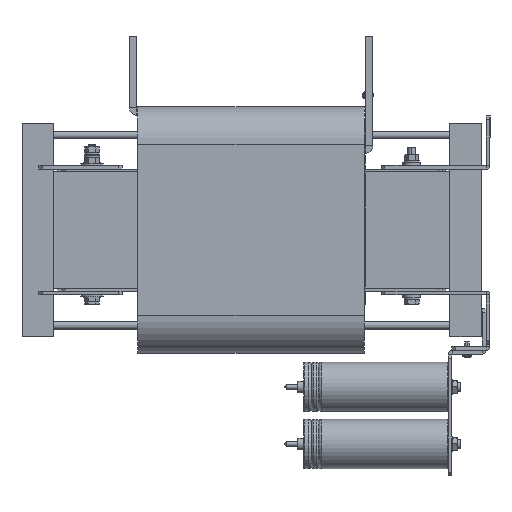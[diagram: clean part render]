
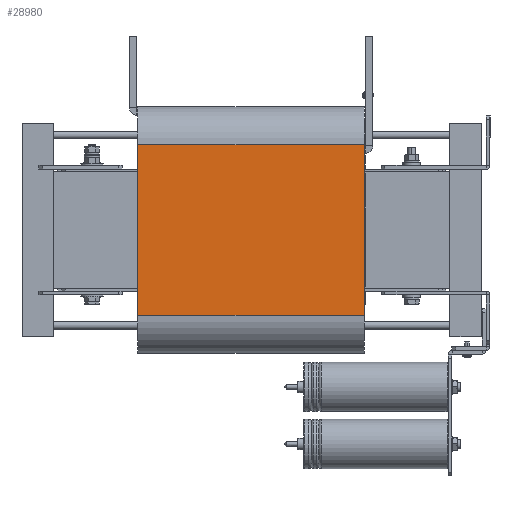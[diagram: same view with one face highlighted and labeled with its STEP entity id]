
A CAD part, left-side view. The second image highlights one B-rep face of the part: STEP entity #28980.
In plain terms, the highlighted planar face has unit normal (-1, 0, 0).
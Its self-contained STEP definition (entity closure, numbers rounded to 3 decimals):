
#169 = LINE ( 'NONE', #31135, #171 ) ;
#171 = VECTOR ( 'NONE', #31136, 1000. ) ;
#1145 = FACE_OUTER_BOUND ( 'NONE', #22469, .T. ) ;
#2081 = VERTEX_POINT ( 'NONE', #27156 ) ;
#2098 = VERTEX_POINT ( 'NONE', #27154 ) ;
#3329 = LINE ( 'NONE', #30924, #3331 ) ;
#3331 = VECTOR ( 'NONE', #30925, 1000. ) ;
#5551 = ORIENTED_EDGE ( 'NONE', *, *, #16707, .T. ) ;
#5590 = ORIENTED_EDGE ( 'NONE', *, *, #25242, .T. ) ;
#5757 = ORIENTED_EDGE ( 'NONE', *, *, #16708, .T. ) ;
#5795 = ORIENTED_EDGE ( 'NONE', *, *, #25149, .F. ) ;
#7560 = AXIS2_PLACEMENT_3D ( 'NONE', #8052, #8057, #8058 ) ;
#8051 = PLANE ( 'NONE',  #7560 ) ;
#8052 = CARTESIAN_POINT ( 'NONE',  ( -96.25, 298., -162. ) ) ;
#8057 = DIRECTION ( 'NONE',  ( 1., 0., 0. ) ) ;
#8058 = DIRECTION ( 'NONE',  ( 0., 0., -1. ) ) ;
#8926 = VERTEX_POINT ( 'NONE', #34471 ) ;
#9373 = VERTEX_POINT ( 'NONE', #34373 ) ;
#16707 = EDGE_CURVE ( 'NONE', #2098, #2081, #30266, .T. ) ;
#16708 = EDGE_CURVE ( 'NONE', #9373, #8926, #30320, .T. ) ;
#19462 = DIRECTION ( 'NONE',  ( 0., 1., 0. ) ) ;
#19480 = DIRECTION ( 'NONE',  ( 0., -1., 0. ) ) ;
#19537 = CARTESIAN_POINT ( 'NONE',  ( -96.25, 298., -112. ) ) ;
#19555 = CARTESIAN_POINT ( 'NONE',  ( -96.25, 298., 112. ) ) ;
#22469 = EDGE_LOOP ( 'NONE', ( #5795, #5757, #5590, #5551 ) ) ;
#25149 = EDGE_CURVE ( 'NONE', #9373, #2081, #3329, .T. ) ;
#25242 = EDGE_CURVE ( 'NONE', #8926, #2098, #169, .T. ) ;
#27154 = CARTESIAN_POINT ( 'NONE',  ( -96.25, 0., 112. ) ) ;
#27156 = CARTESIAN_POINT ( 'NONE',  ( -96.25, 298., 112. ) ) ;
#28980 = ADVANCED_FACE ( 'NONE', ( #1145 ), #8051, .F. ) ;
#30266 = LINE ( 'NONE', #19555, #30288 ) ;
#30288 = VECTOR ( 'NONE', #19462, 1000. ) ;
#30320 = LINE ( 'NONE', #19537, #30334 ) ;
#30334 = VECTOR ( 'NONE', #19480, 1000. ) ;
#30924 = CARTESIAN_POINT ( 'NONE',  ( -96.25, 298., -162. ) ) ;
#30925 = DIRECTION ( 'NONE',  ( 0., 0., 1. ) ) ;
#31135 = CARTESIAN_POINT ( 'NONE',  ( -96.25, 0., -162. ) ) ;
#31136 = DIRECTION ( 'NONE',  ( 0., 0., 1. ) ) ;
#34373 = CARTESIAN_POINT ( 'NONE',  ( -96.25, 298., -112. ) ) ;
#34471 = CARTESIAN_POINT ( 'NONE',  ( -96.25, 0., -112. ) ) ;
